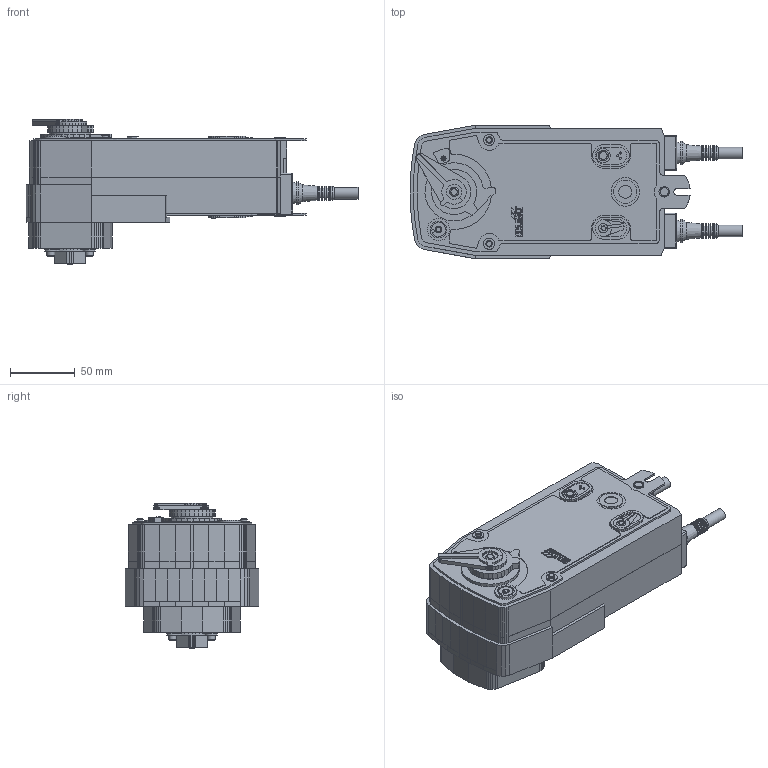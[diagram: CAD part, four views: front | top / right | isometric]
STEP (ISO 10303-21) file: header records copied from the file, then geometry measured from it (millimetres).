
FILE_DESCRIPTION(/* description */ ('Unknown'),/* implementation_level */ '2;1');
FILE_NAME(/* name */ 'SFR2',/* time_stamp */ '2022-02-16T13:18:05+01:00',/* author */ ('Unknown'),/* organization */ ('Unknown'),/* preprocessor_version */ 'ST-DEVELOPER v16.7',/* originating_system */ 'Solid Edge',/* authorisation */ 'Unknown');
FILE_SCHEMA (('AP203_CONFIGURATION_CONTROLLED_3D_DESIGN_OF_MECHANICAL_PARTS_AND_ASSEMBLIES_MIM_LF { 1 0 10303 203 3 1 4 }','AUTOMOTIVE_DESIGN {1 0 10303 214 3 1 1}'));
Products named in the file (12): SFR2; 1; 2; 3; 4; 5; 6; 7; 8; 9; 10; 11
Assembly tree (11 placements, depth 2):
  SFR2
    1
    2
    3
    4
    5
    6
    7
    8
    9
    10
    11
Bounding box: 256 x 103 x 112 mm (x, y, z)
Volume: 1279517.1 mm3; surface area: 170374.6 mm2
Topology: 12 solids, 15 shells, 2606 faces, 7349 edges, 4863 vertices
Faces by surface type: plane 2418, cylinder 147, cone 25, sphere 16
Full cylindrical faces by diameter (mm): 0.8 x1, 1 x3, 1.6 x9, 2 x2, 4 x3, 5 x4, 6 x5, 6.4 x2, 7 x2, 8 x13, 8.6 x2, 9 x3, 10 x2, 11 x12, 17 x1, 18 x4, 24.6 x1, 32 x2, 35 x1
Entity records: 100433 total; most frequent: CARTESIAN_POINT 14814, ORIENTED_EDGE 14466, DIRECTION 12813, EDGE_CURVE 7233, LINE 6831, VECTOR 6831, VERTEX_POINT 4853, AXIS2_PLACEMENT_3D 2991
